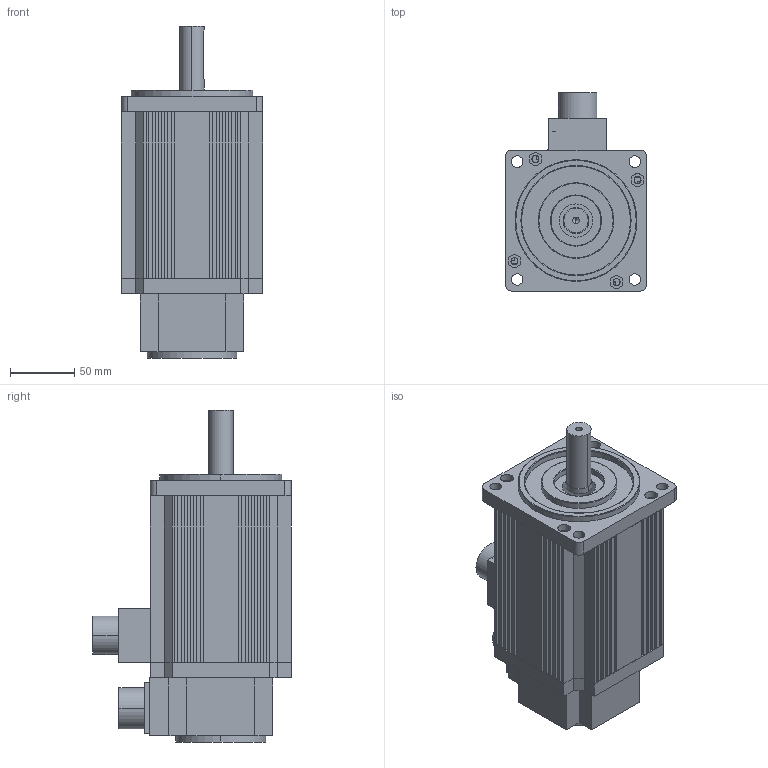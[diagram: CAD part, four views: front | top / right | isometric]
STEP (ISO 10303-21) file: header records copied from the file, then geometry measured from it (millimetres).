
FILE_DESCRIPTION (( 'STEP AP203' ), '1' );
FILE_NAME ('110-5N.STEP', '2017-06-10T08:45:27', ( '' ), ( '' ), 'SwSTEP 2.0', 'SolidWorks 2014', '' );
FILE_SCHEMA (( 'CONFIG_CONTROL_DESIGN' ));
Length unit declared in the file: millimetre
Products named in the file (8): 130晤鎢ん; 130瑤脣2; 110ヶ裔; 110粣; 110-5N; 130瑤脣; 110綴裔; 110 5籟隅赽
Assembly tree (7 placements, depth 2):
  110-5N
    110 5籟隅赽
    110ヶ裔
    110綴裔
    110粣
    130晤鎢ん
    130瑤脣2
    130瑤脣
Bounding box: 110 x 155 x 259 mm (x, y, z)
Volume: 977008.9 mm3; surface area: 294729.2 mm2
Topology: 7 solids, 7 shells, 477 faces, 1207 edges, 787 vertices
Faces by surface type: plane 286, cylinder 159, torus 18, cone 14
Entity records: 15221 total; most frequent: CARTESIAN_POINT 2530, DIRECTION 2515, ORIENTED_EDGE 2386, EDGE_CURVE 1193, LINE 839, VECTOR 839, AXIS2_PLACEMENT_3D 838, VERTEX_POINT 787
